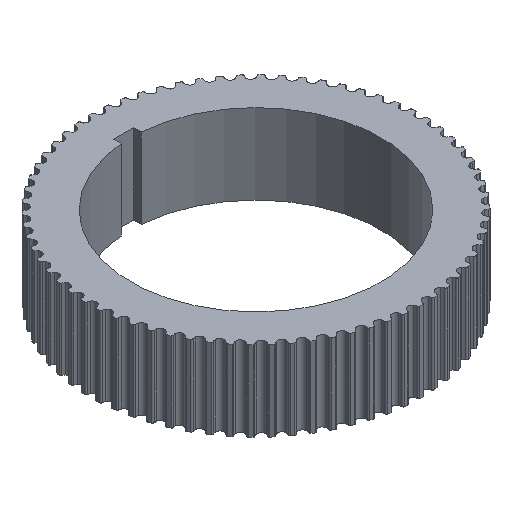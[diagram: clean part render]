
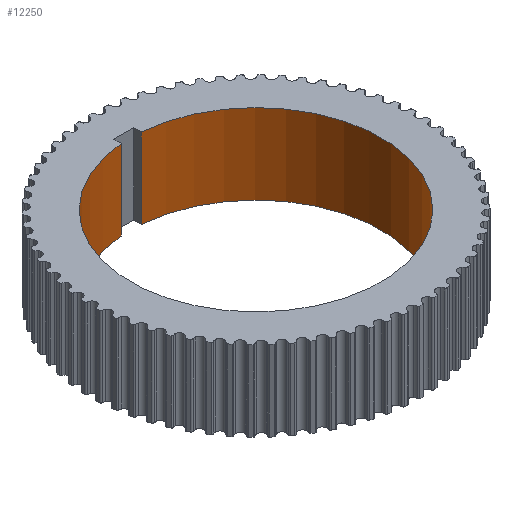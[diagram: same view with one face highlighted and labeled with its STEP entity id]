
A CAD part, isometric view. The second image highlights one B-rep face of the part: STEP entity #12250.
In plain terms, the highlighted cylindrical face has radius 25 mm (diameter 50 mm), a partial arc.
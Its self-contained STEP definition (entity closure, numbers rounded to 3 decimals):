
#32 = PLANE('',#33);
#33 = AXIS2_PLACEMENT_3D('',#34,#35,#36);
#34 = CARTESIAN_POINT('',(0.,0.,14.));
#35 = DIRECTION('',(0.,0.,1.));
#36 = DIRECTION('',(1.,0.,0.));
#12138 = EDGE_CURVE('',#12139,#12141,#12143,.T.);
#12139 = VERTEX_POINT('',#12140);
#12140 = CARTESIAN_POINT('',(-2.,24.92,14.));
#12141 = VERTEX_POINT('',#12142);
#12142 = CARTESIAN_POINT('',(2.,24.92,14.));
#12143 = SURFACE_CURVE('',#12144,(#12149,#12156),.PCURVE_S1.);
#12144 = CIRCLE('',#12145,25.);
#12145 = AXIS2_PLACEMENT_3D('',#12146,#12147,#12148);
#12146 = CARTESIAN_POINT('',(0.,0.,14.)
  );
#12147 = DIRECTION('',(0.,0.,1.));
#12148 = DIRECTION('',(1.,0.,0.));
#12149 = PCURVE('',#32,#12150);
#12150 = DEFINITIONAL_REPRESENTATION('',(#12151),#12155);
#12151 = CIRCLE('',#12152,25.);
#12152 = AXIS2_PLACEMENT_2D('',#12153,#12154);
#12153 = CARTESIAN_POINT('',(0.,0.));
#12154 = DIRECTION('',(1.,0.));
#12155 = ( GEOMETRIC_REPRESENTATION_CONTEXT(2) 
PARAMETRIC_REPRESENTATION_CONTEXT() REPRESENTATION_CONTEXT('2D SPACE',''
  ) );
#12156 = PCURVE('',#12157,#12162);
#12157 = CYLINDRICAL_SURFACE('',#12158,25.);
#12158 = AXIS2_PLACEMENT_3D('',#12159,#12160,#12161);
#12159 = CARTESIAN_POINT('',(0.,0.,14.)
  );
#12160 = DIRECTION('',(0.,0.,1.));
#12161 = DIRECTION('',(1.,0.,0.));
#12162 = DEFINITIONAL_REPRESENTATION('',(#12163),#12167);
#12163 = LINE('',#12164,#12165);
#12164 = CARTESIAN_POINT('',(0.,0.));
#12165 = VECTOR('',#12166,1.);
#12166 = DIRECTION('',(1.,0.));
#12167 = ( GEOMETRIC_REPRESENTATION_CONTEXT(2) 
PARAMETRIC_REPRESENTATION_CONTEXT() REPRESENTATION_CONTEXT('2D SPACE',''
  ) );
#12185 = PLANE('',#12186);
#12186 = AXIS2_PLACEMENT_3D('',#12187,#12188,#12189);
#12187 = CARTESIAN_POINT('',(-2.,24.92,14.));
#12188 = DIRECTION('',(1.,0.,0.));
#12189 = DIRECTION('',(0.,1.,0.));
#12239 = PLANE('',#12240);
#12240 = AXIS2_PLACEMENT_3D('',#12241,#12242,#12243);
#12241 = CARTESIAN_POINT('',(2.,26.4,14.));
#12242 = DIRECTION('',(-1.,0.,0.));
#12243 = DIRECTION('',(0.,-1.,0.));
#12250 = ADVANCED_FACE('',(#12251),#12157,.F.);
#12251 = FACE_BOUND('',#12252,.F.);
#12252 = EDGE_LOOP('',(#12253,#12254,#12277,#12306));
#12253 = ORIENTED_EDGE('',*,*,#12138,.F.);
#12254 = ORIENTED_EDGE('',*,*,#12255,.T.);
#12255 = EDGE_CURVE('',#12139,#12256,#12258,.T.);
#12256 = VERTEX_POINT('',#12257);
#12257 = CARTESIAN_POINT('',(-2.,24.92,-2.));
#12258 = SURFACE_CURVE('',#12259,(#12263,#12270),.PCURVE_S1.);
#12259 = LINE('',#12260,#12261);
#12260 = CARTESIAN_POINT('',(-2.,24.92,14.));
#12261 = VECTOR('',#12262,1.);
#12262 = DIRECTION('',(0.,0.,-1.));
#12263 = PCURVE('',#12157,#12264);
#12264 = DEFINITIONAL_REPRESENTATION('',(#12265),#12269);
#12265 = LINE('',#12266,#12267);
#12266 = CARTESIAN_POINT('',(1.651,0.));
#12267 = VECTOR('',#12268,1.);
#12268 = DIRECTION('',(0.,-1.));
#12269 = ( GEOMETRIC_REPRESENTATION_CONTEXT(2) 
PARAMETRIC_REPRESENTATION_CONTEXT() REPRESENTATION_CONTEXT('2D SPACE',''
  ) );
#12270 = PCURVE('',#12185,#12271);
#12271 = DEFINITIONAL_REPRESENTATION('',(#12272),#12276);
#12272 = LINE('',#12273,#12274);
#12273 = CARTESIAN_POINT('',(0.,0.));
#12274 = VECTOR('',#12275,1.);
#12275 = DIRECTION('',(0.,-1.));
#12276 = ( GEOMETRIC_REPRESENTATION_CONTEXT(2) 
PARAMETRIC_REPRESENTATION_CONTEXT() REPRESENTATION_CONTEXT('2D SPACE',''
  ) );
#12277 = ORIENTED_EDGE('',*,*,#12278,.T.);
#12278 = EDGE_CURVE('',#12256,#12279,#12281,.T.);
#12279 = VERTEX_POINT('',#12280);
#12280 = CARTESIAN_POINT('',(2.,24.92,-2.));
#12281 = SURFACE_CURVE('',#12282,(#12287,#12294),.PCURVE_S1.);
#12282 = CIRCLE('',#12283,25.);
#12283 = AXIS2_PLACEMENT_3D('',#12284,#12285,#12286);
#12284 = CARTESIAN_POINT('',(0.,0.,-2.
    ));
#12285 = DIRECTION('',(0.,0.,1.));
#12286 = DIRECTION('',(1.,0.,0.));
#12287 = PCURVE('',#12157,#12288);
#12288 = DEFINITIONAL_REPRESENTATION('',(#12289),#12293);
#12289 = LINE('',#12290,#12291);
#12290 = CARTESIAN_POINT('',(0.,-16.));
#12291 = VECTOR('',#12292,1.);
#12292 = DIRECTION('',(1.,0.));
#12293 = ( GEOMETRIC_REPRESENTATION_CONTEXT(2) 
PARAMETRIC_REPRESENTATION_CONTEXT() REPRESENTATION_CONTEXT('2D SPACE',''
  ) );
#12294 = PCURVE('',#12295,#12300);
#12295 = PLANE('',#12296);
#12296 = AXIS2_PLACEMENT_3D('',#12297,#12298,#12299);
#12297 = CARTESIAN_POINT('',(0.,0.,-2.)
  );
#12298 = DIRECTION('',(0.,0.,1.));
#12299 = DIRECTION('',(1.,0.,0.));
#12300 = DEFINITIONAL_REPRESENTATION('',(#12301),#12305);
#12301 = CIRCLE('',#12302,25.);
#12302 = AXIS2_PLACEMENT_2D('',#12303,#12304);
#12303 = CARTESIAN_POINT('',(0.,0.));
#12304 = DIRECTION('',(1.,0.));
#12305 = ( GEOMETRIC_REPRESENTATION_CONTEXT(2) 
PARAMETRIC_REPRESENTATION_CONTEXT() REPRESENTATION_CONTEXT('2D SPACE',''
  ) );
#12306 = ORIENTED_EDGE('',*,*,#12307,.F.);
#12307 = EDGE_CURVE('',#12141,#12279,#12308,.T.);
#12308 = SURFACE_CURVE('',#12309,(#12313,#12320),.PCURVE_S1.);
#12309 = LINE('',#12310,#12311);
#12310 = CARTESIAN_POINT('',(2.,24.92,14.));
#12311 = VECTOR('',#12312,1.);
#12312 = DIRECTION('',(0.,0.,-1.));
#12313 = PCURVE('',#12157,#12314);
#12314 = DEFINITIONAL_REPRESENTATION('',(#12315),#12319);
#12315 = LINE('',#12316,#12317);
#12316 = CARTESIAN_POINT('',(7.774,0.));
#12317 = VECTOR('',#12318,1.);
#12318 = DIRECTION('',(0.,-1.));
#12319 = ( GEOMETRIC_REPRESENTATION_CONTEXT(2) 
PARAMETRIC_REPRESENTATION_CONTEXT() REPRESENTATION_CONTEXT('2D SPACE',''
  ) );
#12320 = PCURVE('',#12239,#12321);
#12321 = DEFINITIONAL_REPRESENTATION('',(#12322),#12326);
#12322 = LINE('',#12323,#12324);
#12323 = CARTESIAN_POINT('',(1.48,0.));
#12324 = VECTOR('',#12325,1.);
#12325 = DIRECTION('',(0.,-1.));
#12326 = ( GEOMETRIC_REPRESENTATION_CONTEXT(2) 
PARAMETRIC_REPRESENTATION_CONTEXT() REPRESENTATION_CONTEXT('2D SPACE',''
  ) );
